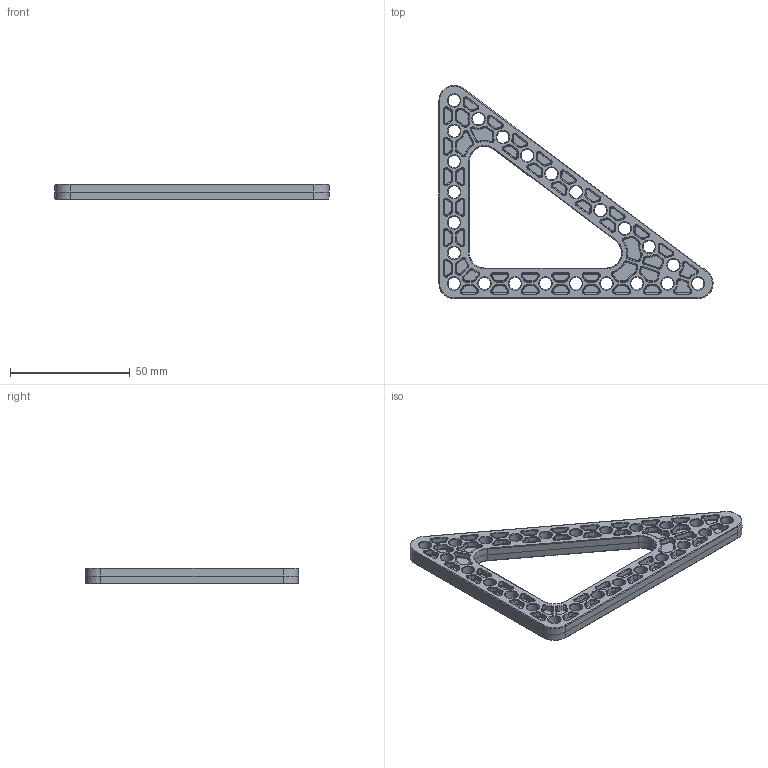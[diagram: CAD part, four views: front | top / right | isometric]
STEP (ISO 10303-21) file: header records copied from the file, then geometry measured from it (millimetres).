
FILE_DESCRIPTION (( 'STEP AP214' ), '1' );
FILE_NAME ('am-5007_7x9 RoBits 7×9 Triangle.STEP', '2023-03-23T21:00:30', ( '' ), ( '' ), 'SwSTEP 2.0', 'SolidWorks 2022', '' );
FILE_SCHEMA (( 'AUTOMOTIVE_DESIGN' ));
Length unit declared in the file: inch
Products named in the file (1): am-5007_7x9 RoBits 7×9 Triangle
Bounding box: 114.3 x 88.9 x 6.35 mm (x, y, z)
Volume: 16273.4 mm3; surface area: 16032.6 mm2
Topology: 1 solids, 1 shells, 2946 faces, 6705 edges, 3851 vertices
Faces by surface type: torus 1519, cone 717, cylinder 426, plane 284
Entity records: 83525 total; most frequent: DIRECTION 17591, CARTESIAN_POINT 13503, ORIENTED_EDGE 13410, AXIS2_PLACEMENT_3D 7939, EDGE_CURVE 6705, CIRCLE 4992, VERTEX_POINT 3851, EDGE_LOOP 3086
